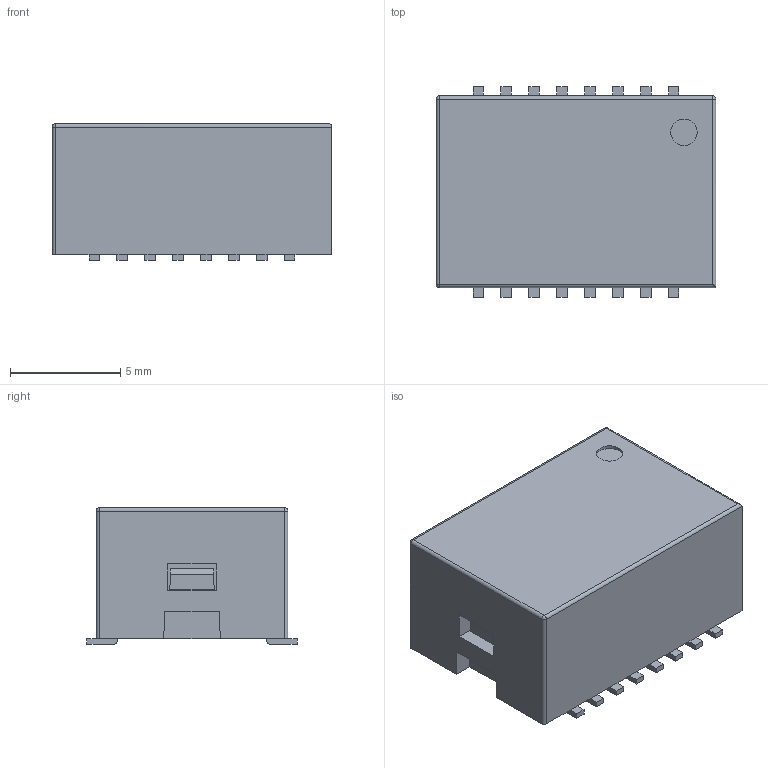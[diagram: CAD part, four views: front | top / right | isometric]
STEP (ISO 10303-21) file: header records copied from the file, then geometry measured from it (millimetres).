
FILE_DESCRIPTION((''),'2;1');
FILE_NAME('C-2337822-1','2018-07-03T',('workeradm'),('TE Connectivity Ltd.'),'CREO PARAMETRIC BY PTC INC, 2016050','CREO PARAMETRIC BY PTC INC, 2016050','');
FILE_SCHEMA(('AUTOMOTIVE_DESIGN { 1 0 10303 214 1 1 1 1 }'));
Length unit declared in the file: millimetre
Products named in the file (1): C-2337822-1
Bounding box: 12.7 x 9.55 x 6.2 mm (x, y, z)
Volume: 650.4 mm3; surface area: 510.5 mm2
Topology: 1 solids, 1 shells, 159 faces, 414 edges, 262 vertices
Faces by surface type: plane 131, cylinder 25, sphere 3
Entity records: 4811 total; most frequent: CARTESIAN_POINT 846, ORIENTED_EDGE 828, DIRECTION 779, EDGE_CURVE 414, VECTOR 365, LINE 365, VERTEX_POINT 262, AXIS2_PLACEMENT_3D 207
